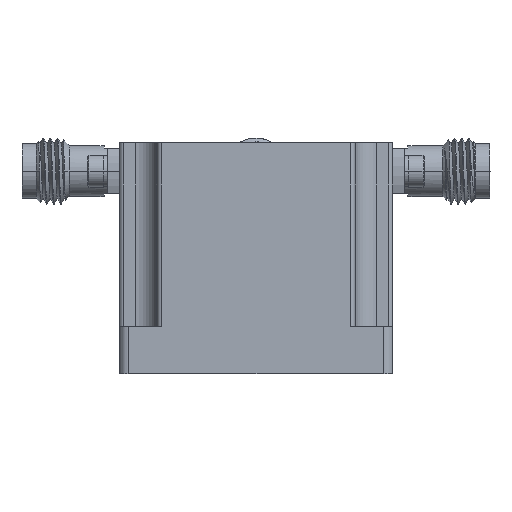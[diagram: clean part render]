
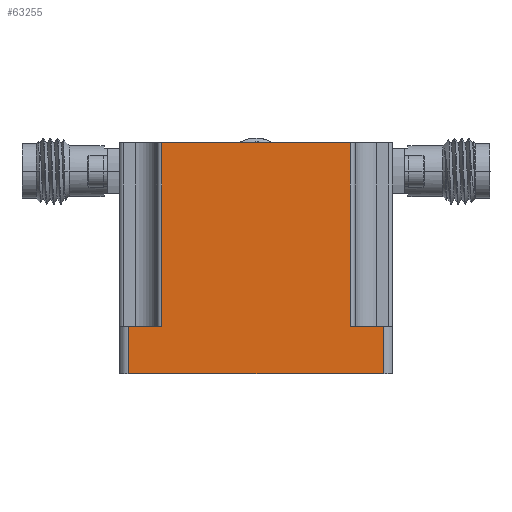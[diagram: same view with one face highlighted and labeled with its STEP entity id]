
A CAD part, front view. The second image highlights one B-rep face of the part: STEP entity #63255.
In plain terms, the highlighted planar face has unit normal (0, -1, 0).
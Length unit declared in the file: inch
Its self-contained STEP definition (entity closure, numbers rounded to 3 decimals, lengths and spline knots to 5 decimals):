
#68 = EDGE_CURVE ( 'NONE', #2973, #55821, #35807, .T. ) ;
#634 = CARTESIAN_POINT ( 'NONE',  ( 6.28783, 6.37138, -0.76772 ) ) ;
#2579 = ORIENTED_EDGE ( 'NONE', *, *, #62337, .T. ) ;
#2973 = VERTEX_POINT ( 'NONE', #64989 ) ;
#4517 = ORIENTED_EDGE ( 'NONE', *, *, #10095, .F. ) ;
#6138 = VECTOR ( 'NONE', #57266, 39.37008 ) ;
#7469 = VECTOR ( 'NONE', #52585, 39.37008 ) ;
#10095 = EDGE_CURVE ( 'NONE', #69961, #49146, #63252, .T. ) ;
#11070 = DIRECTION ( 'NONE',  ( 0., 1., 0. ) ) ;
#11226 = VERTEX_POINT ( 'NONE', #40486 ) ;
#13621 = CARTESIAN_POINT ( 'NONE',  ( 5.36263, 6.37138, -0.76772 ) ) ;
#14045 = VERTEX_POINT ( 'NONE', #59979 ) ;
#15721 = VECTOR ( 'NONE', #73885, 39.37008 ) ;
#18437 = ORIENTED_EDGE ( 'NONE', *, *, #41448, .F. ) ;
#18578 = AXIS2_PLACEMENT_3D ( 'NONE', #54556, #11070, #30221 ) ;
#18668 = EDGE_LOOP ( 'NONE', ( #77796, #60860, #61647, #4517, #18437, #59356, #41879, #2579 ) ) ;
#20457 = DIRECTION ( 'NONE',  ( 0., 0., 1. ) ) ;
#20958 = EDGE_CURVE ( 'NONE', #14045, #11226, #75092, .T. ) ;
#21662 = DIRECTION ( 'NONE',  ( 1., 0., 0. ) ) ;
#24723 = VERTEX_POINT ( 'NONE', #56376 ) ;
#25253 = LINE ( 'NONE', #60394, #15721 ) ;
#25444 = EDGE_CURVE ( 'NONE', #55821, #24723, #37723, .T. ) ;
#28091 = CARTESIAN_POINT ( 'NONE',  ( 6.15004, 6.37138, 0. ) ) ;
#28682 = VECTOR ( 'NONE', #21662, 39.37008 ) ;
#30221 = DIRECTION ( 'NONE',  ( 0., 0., 1. ) ) ;
#30890 = EDGE_CURVE ( 'NONE', #11226, #72773, #34182, .T. ) ;
#31391 = VECTOR ( 'NONE', #20457, 39.37008 ) ;
#32929 = CARTESIAN_POINT ( 'NONE',  ( 0., 6.37138, 0. ) ) ;
#33394 = DIRECTION ( 'NONE',  ( 1., 0., 0. ) ) ;
#34018 = CARTESIAN_POINT ( 'NONE',  ( 5.22484, 6.37138, -0.76772 ) ) ;
#34182 = LINE ( 'NONE', #64117, #77946 ) ;
#34636 = CARTESIAN_POINT ( 'NONE',  ( 5.22484, 6.37138, -0.76772 ) ) ;
#35807 = LINE ( 'NONE', #34636, #7469 ) ;
#37723 = LINE ( 'NONE', #634, #56520 ) ;
#38496 = DIRECTION ( 'NONE',  ( 0., 0., -1. ) ) ;
#39399 = VECTOR ( 'NONE', #61493, 39.37008 ) ;
#40486 = CARTESIAN_POINT ( 'NONE',  ( 5.22484, 6.37138, -0.76772 ) ) ;
#41448 = EDGE_CURVE ( 'NONE', #72773, #69961, #25253, .T. ) ;
#41879 = ORIENTED_EDGE ( 'NONE', *, *, #20958, .F. ) ;
#43487 = CARTESIAN_POINT ( 'NONE',  ( 6.15004, 6.37138, -0.76772 ) ) ;
#48318 = LINE ( 'NONE', #43487, #39399 ) ;
#49146 = VERTEX_POINT ( 'NONE', #28091 ) ;
#52585 = DIRECTION ( 'NONE',  ( 1., 0., 0. ) ) ;
#54556 = CARTESIAN_POINT ( 'NONE',  ( 5.22484, 6.37138, -0.76772 ) ) ;
#55821 = VERTEX_POINT ( 'NONE', #56135 ) ;
#56135 = CARTESIAN_POINT ( 'NONE',  ( 6.28783, 6.37138, -0.76772 ) ) ;
#56376 = CARTESIAN_POINT ( 'NONE',  ( 6.28783, 6.37138, -0.96457 ) ) ;
#56520 = VECTOR ( 'NONE', #38496, 39.37008 ) ;
#57266 = DIRECTION ( 'NONE',  ( 1., 0., 0. ) ) ;
#59356 = ORIENTED_EDGE ( 'NONE', *, *, #30890, .F. ) ;
#59979 = CARTESIAN_POINT ( 'NONE',  ( 5.22484, 6.37138, -0.96457 ) ) ;
#60394 = CARTESIAN_POINT ( 'NONE',  ( 5.36263, 6.37138, -0.76772 ) ) ;
#60860 = ORIENTED_EDGE ( 'NONE', *, *, #68, .F. ) ;
#61493 = DIRECTION ( 'NONE',  ( 0., 0., -1. ) ) ;
#61647 = ORIENTED_EDGE ( 'NONE', *, *, #67442, .F. ) ;
#62337 = EDGE_CURVE ( 'NONE', #14045, #24723, #77474, .T. ) ;
#63252 = LINE ( 'NONE', #32929, #6138 ) ;
#63255 = ADVANCED_FACE ( 'NONE', ( #69348 ), #63395, .F. ) ;
#63395 = PLANE ( 'NONE',  #18578 ) ;
#64117 = CARTESIAN_POINT ( 'NONE',  ( 6.26029, 6.37138, -0.76772 ) ) ;
#64989 = CARTESIAN_POINT ( 'NONE',  ( 6.15004, 6.37138, -0.76772 ) ) ;
#67442 = EDGE_CURVE ( 'NONE', #49146, #2973, #48318, .T. ) ;
#69143 = CARTESIAN_POINT ( 'NONE',  ( 5.36263, 6.37138, 0. ) ) ;
#69348 = FACE_OUTER_BOUND ( 'NONE', #18668, .T. ) ;
#69961 = VERTEX_POINT ( 'NONE', #69143 ) ;
#72773 = VERTEX_POINT ( 'NONE', #13621 ) ;
#73885 = DIRECTION ( 'NONE',  ( 0., 0., 1. ) ) ;
#75092 = LINE ( 'NONE', #34018, #31391 ) ;
#75910 = CARTESIAN_POINT ( 'NONE',  ( 6.26029, 6.37138, -0.96457 ) ) ;
#77474 = LINE ( 'NONE', #75910, #28682 ) ;
#77796 = ORIENTED_EDGE ( 'NONE', *, *, #25444, .F. ) ;
#77946 = VECTOR ( 'NONE', #33394, 39.37008 ) ;
